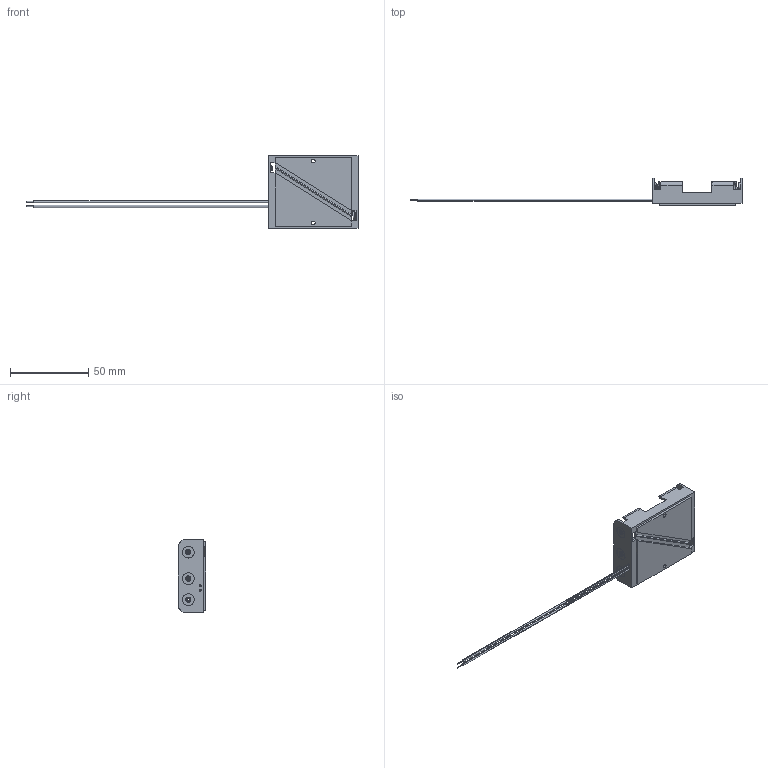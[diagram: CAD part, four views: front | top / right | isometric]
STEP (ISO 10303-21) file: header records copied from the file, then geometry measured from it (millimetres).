
FILE_DESCRIPTION (( 'STEP AP214' ), '1' );
FILE_NAME ('BH3AAW.STEP', '2020-01-10T10:32:11', ( '' ), ( '' ), 'SwSTEP 2.0', 'SolidWorks 2017', '' );
FILE_SCHEMA (( 'AUTOMOTIVE_DESIGN' ));
Length unit declared in the file: millimetre
Products named in the file (1): BH3AAW
Bounding box: 212.15 x 17.39 x 46.61 mm (x, y, z)
Volume: 9992.9 mm3; surface area: 15930.2 mm2
Topology: 13 solids, 13 shells, 480 faces, 1153 edges, 747 vertices
Faces by surface type: plane 270, cylinder 150, torus 48, bspline 12
Entity records: 21446 total; most frequent: CARTESIAN_POINT 9805, DIRECTION 2430, ORIENTED_EDGE 2306, EDGE_CURVE 1153, AXIS2_PLACEMENT_3D 858, VERTEX_POINT 747, LINE 714, VECTOR 714
